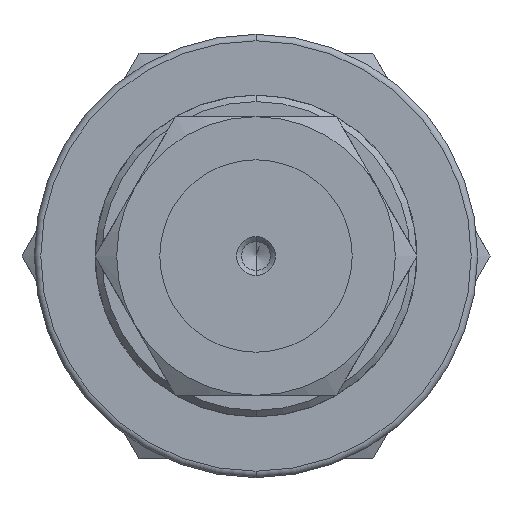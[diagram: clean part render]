
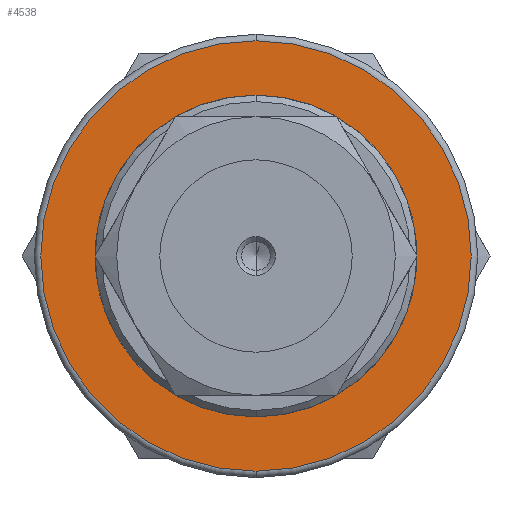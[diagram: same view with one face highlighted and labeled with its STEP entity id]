
A CAD part, left-side view. The second image highlights one B-rep face of the part: STEP entity #4538.
In plain terms, the highlighted planar face has unit normal (-1, 0, 0).
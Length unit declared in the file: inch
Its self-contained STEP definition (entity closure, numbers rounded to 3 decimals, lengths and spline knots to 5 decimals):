
#386 = LINE ( 'NONE', #2579, #2886 ) ;
#1116 = CIRCLE ( 'NONE', #16051, 0.25 ) ;
#1425 = VECTOR ( 'NONE', #21629, 39.37008 ) ;
#2500 = LINE ( 'NONE', #23976, #1425 ) ;
#2579 = CARTESIAN_POINT ( 'NONE',  ( -0.87874, -0.34449, -0.2185 ) ) ;
#2749 = AXIS2_PLACEMENT_3D ( 'NONE', #26106, #7221, #21975 ) ;
#2886 = VECTOR ( 'NONE', #22881, 39.37008 ) ;
#3009 = CARTESIAN_POINT ( 'NONE',  ( -0.87874, -0.12147, 0.2185 ) ) ;
#3375 = VERTEX_POINT ( 'NONE', #18361 ) ;
#4386 = CARTESIAN_POINT ( 'NONE',  ( -0.87874, 0., -0.33449 ) ) ;
#4538 = ADVANCED_FACE ( 'NONE', ( #25169, #6287 ), #8084, .F. ) ;
#4624 = DIRECTION ( 'NONE',  ( 1., 0., 0. ) ) ;
#4893 = EDGE_CURVE ( 'NONE', #3375, #8077, #26618, .T. ) ;
#5394 = EDGE_CURVE ( 'NONE', #20351, #12628, #1116, .T. ) ;
#5711 = CARTESIAN_POINT ( 'NONE',  ( -0.87874, 0., 0. ) ) ;
#6287 = FACE_OUTER_BOUND ( 'NONE', #19701, .T. ) ;
#6967 = DIRECTION ( 'NONE',  ( 0., 0., -1. ) ) ;
#7221 = DIRECTION ( 'NONE',  ( 1., 0., 0. ) ) ;
#7626 = ORIENTED_EDGE ( 'NONE', *, *, #22848, .T. ) ;
#8077 = VERTEX_POINT ( 'NONE', #12774 ) ;
#8084 = PLANE ( 'NONE',  #17825 ) ;
#8467 = CIRCLE ( 'NONE', #2749, 0.33449 ) ;
#10671 = EDGE_LOOP ( 'NONE', ( #21771, #18260, #25404, #7626 ) ) ;
#12107 = DIRECTION ( 'NONE',  ( 1., 0., 0. ) ) ;
#12628 = VERTEX_POINT ( 'NONE', #14814 ) ;
#12774 = CARTESIAN_POINT ( 'NONE',  ( -0.87874, 0.12147, 0.2185 ) ) ;
#13484 = VERTEX_POINT ( 'NONE', #4386 ) ;
#13625 = EDGE_CURVE ( 'NONE', #13484, #17839, #18660, .T. ) ;
#14113 = DIRECTION ( 'NONE',  ( 1., 0., 0. ) ) ;
#14814 = CARTESIAN_POINT ( 'NONE',  ( -0.87874, -0.12147, -0.2185 ) ) ;
#15616 = AXIS2_PLACEMENT_3D ( 'NONE', #25576, #4624, #6967 ) ;
#16013 = AXIS2_PLACEMENT_3D ( 'NONE', #24729, #22527, #22396 ) ;
#16051 = AXIS2_PLACEMENT_3D ( 'NONE', #5711, #14113, #22532 ) ;
#16510 = CARTESIAN_POINT ( 'NONE',  ( -0.87874, 0., 0.33449 ) ) ;
#17825 = AXIS2_PLACEMENT_3D ( 'NONE', #26952, #12107, #20498 ) ;
#17839 = VERTEX_POINT ( 'NONE', #16510 ) ;
#18260 = ORIENTED_EDGE ( 'NONE', *, *, #26446, .F. ) ;
#18361 = CARTESIAN_POINT ( 'NONE',  ( -0.87874, 0.12147, -0.2185 ) ) ;
#18660 = CIRCLE ( 'NONE', #16013, 0.33449 ) ;
#19701 = EDGE_LOOP ( 'NONE', ( #23271, #22704 ) ) ;
#20351 = VERTEX_POINT ( 'NONE', #3009 ) ;
#20498 = DIRECTION ( 'NONE',  ( 0., 0., -1. ) ) ;
#21629 = DIRECTION ( 'NONE',  ( 0., 1., 0. ) ) ;
#21771 = ORIENTED_EDGE ( 'NONE', *, *, #4893, .T. ) ;
#21975 = DIRECTION ( 'NONE',  ( 0., 0., -1. ) ) ;
#22396 = DIRECTION ( 'NONE',  ( 0., 0., -1. ) ) ;
#22527 = DIRECTION ( 'NONE',  ( 1., 0., 0. ) ) ;
#22532 = DIRECTION ( 'NONE',  ( 0., 0., -1. ) ) ;
#22704 = ORIENTED_EDGE ( 'NONE', *, *, #24810, .F. ) ;
#22848 = EDGE_CURVE ( 'NONE', #12628, #3375, #386, .T. ) ;
#22881 = DIRECTION ( 'NONE',  ( 0., 1., 0. ) ) ;
#23271 = ORIENTED_EDGE ( 'NONE', *, *, #13625, .F. ) ;
#23976 = CARTESIAN_POINT ( 'NONE',  ( -0.87874, -0.34449, 0.2185 ) ) ;
#24729 = CARTESIAN_POINT ( 'NONE',  ( -0.87874, 0., 0. ) ) ;
#24810 = EDGE_CURVE ( 'NONE', #17839, #13484, #8467, .T. ) ;
#25169 = FACE_BOUND ( 'NONE', #10671, .T. ) ;
#25404 = ORIENTED_EDGE ( 'NONE', *, *, #5394, .T. ) ;
#25576 = CARTESIAN_POINT ( 'NONE',  ( -0.87874, 0., 0. ) ) ;
#26106 = CARTESIAN_POINT ( 'NONE',  ( -0.87874, 0., 0. ) ) ;
#26446 = EDGE_CURVE ( 'NONE', #20351, #8077, #2500, .T. ) ;
#26618 = CIRCLE ( 'NONE', #15616, 0.25 ) ;
#26952 = CARTESIAN_POINT ( 'NONE',  ( -0.87874, 0.33449, 0. ) ) ;
